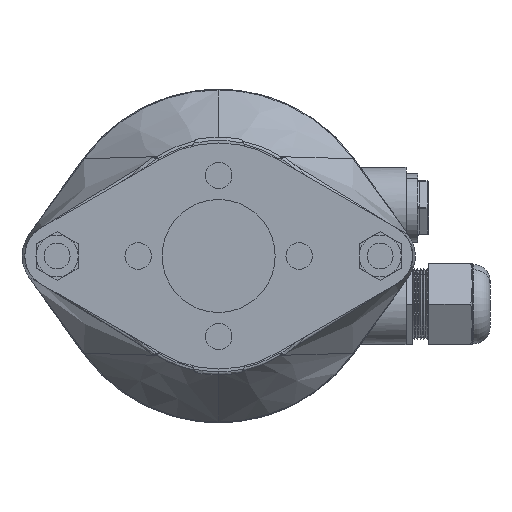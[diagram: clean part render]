
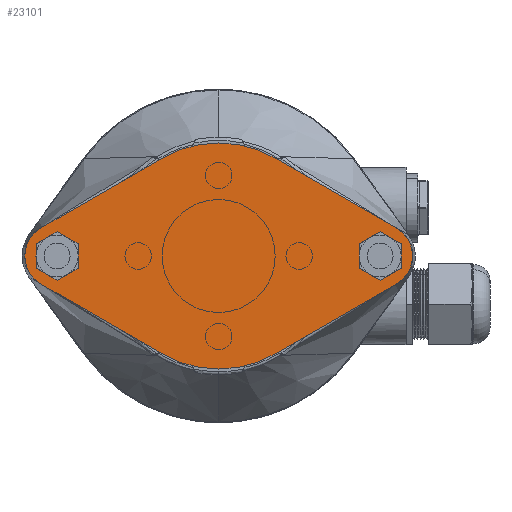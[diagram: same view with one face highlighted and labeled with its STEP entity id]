
A CAD part, front view. The second image highlights one B-rep face of the part: STEP entity #23101.
In plain terms, the highlighted planar face has unit normal (0, -1, 0).
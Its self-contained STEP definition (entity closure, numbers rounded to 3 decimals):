
#1061 = CARTESIAN_POINT ( 'NONE',  ( 50.146, -0.392, 0. ) ) ;
#1062 = DIRECTION ( 'NONE',  ( 0., 1., 0. ) ) ;
#1063 = DIRECTION ( 'NONE',  ( 0., 0., 1. ) ) ;
#1134 = CARTESIAN_POINT ( 'NONE',  ( -50.154, -0.392, 0. ) ) ;
#1135 = DIRECTION ( 'NONE',  ( 0., 1., 0. ) ) ;
#1136 = DIRECTION ( 'NONE',  ( 0., 0., 1. ) ) ;
#1290 = CARTESIAN_POINT ( 'NONE',  ( 50.146, -0.392, 0. ) ) ;
#1292 = DIRECTION ( 'NONE',  ( 0., 1., 0. ) ) ;
#1294 = DIRECTION ( 'NONE',  ( 0., 0., 1. ) ) ;
#1416 = CARTESIAN_POINT ( 'NONE',  ( -0.004, -0.392, 0. ) ) ;
#1418 = DIRECTION ( 'NONE',  ( 0., 1., 0. ) ) ;
#1420 = DIRECTION ( 'NONE',  ( 0., 0., 1. ) ) ;
#1438 = LINE ( 'NONE', #1440, #4455 ) ;
#1440 = CARTESIAN_POINT ( 'NONE',  ( -55.169, -0.392, 8.687 ) ) ;
#1459 = DIRECTION ( 'NONE',  ( 0.866, 0., 0.5 ) ) ;
#1476 = CARTESIAN_POINT ( 'NONE',  ( 17.548, -0.392, 30.402 ) ) ;
#1486 = LINE ( 'NONE', #1476, #4568 ) ;
#1495 = DIRECTION ( 'NONE',  ( 0.866, 0., -0.5 ) ) ;
#1625 = CARTESIAN_POINT ( 'NONE',  ( 55.161, -0.392, -8.686 ) ) ;
#1637 = LINE ( 'NONE', #1625, #4962 ) ;
#1646 = DIRECTION ( 'NONE',  ( -0.866, 0., -0.5 ) ) ;
#1654 = LINE ( 'NONE', #1657, #4941 ) ;
#1657 = CARTESIAN_POINT ( 'NONE',  ( -17.557, -0.392, -30.401 ) ) ;
#1659 = DIRECTION ( 'NONE',  ( -0.866, 0., 0.5 ) ) ;
#2049 = EDGE_LOOP ( 'NONE', ( #5674, #5673 ) ) ;
#2090 = EDGE_LOOP ( 'NONE', ( #5691, #5632, #5710, #5633, #5661, #5706, #5662, #5660, #5712 ) ) ;
#2104 = EDGE_LOOP ( 'NONE', ( #5663, #5675 ) ) ;
#3778 = FACE_BOUND ( 'NONE', #2104, .T. ) ;
#3782 = DIRECTION ( 'NONE',  ( 0., 1., 0. ) ) ;
#3785 = CARTESIAN_POINT ( 'NONE',  ( -50.154, -0.392, 0. ) ) ;
#3786 = FACE_OUTER_BOUND ( 'NONE', #2090, .T. ) ;
#3788 = FACE_BOUND ( 'NONE', #2049, .T. ) ;
#3789 = PLANE ( 'NONE',  #5037 ) ;
#3791 = DIRECTION ( 'NONE',  ( 0., 0., 1. ) ) ;
#4455 = VECTOR ( 'NONE', #1459, 1000. ) ;
#4517 = CIRCLE ( 'NONE', #4519, 35.105 ) ;
#4519 = AXIS2_PLACEMENT_3D ( 'NONE', #1416, #1418, #1420 ) ;
#4568 = VECTOR ( 'NONE', #1495, 1000. ) ;
#4941 = VECTOR ( 'NONE', #1659, 1000. ) ;
#4962 = VECTOR ( 'NONE', #1646, 1000. ) ;
#5037 = AXIS2_PLACEMENT_3D ( 'NONE', #3785, #3782, #3791 ) ;
#5632 = ORIENTED_EDGE ( 'NONE', *, *, #23000, .F. ) ;
#5633 = ORIENTED_EDGE ( 'NONE', *, *, #6791, .F. ) ;
#5660 = ORIENTED_EDGE ( 'NONE', *, *, #22968, .F. ) ;
#5661 = ORIENTED_EDGE ( 'NONE', *, *, #22998, .F. ) ;
#5662 = ORIENTED_EDGE ( 'NONE', *, *, #22978, .F. ) ;
#5663 = ORIENTED_EDGE ( 'NONE', *, *, #28322, .F. ) ;
#5673 = ORIENTED_EDGE ( 'NONE', *, *, #19888, .T. ) ;
#5674 = ORIENTED_EDGE ( 'NONE', *, *, #22951, .T. ) ;
#5675 = ORIENTED_EDGE ( 'NONE', *, *, #6770, .F. ) ;
#5691 = ORIENTED_EDGE ( 'NONE', *, *, #22928, .F. ) ;
#5706 = ORIENTED_EDGE ( 'NONE', *, *, #6776, .F. ) ;
#5710 = ORIENTED_EDGE ( 'NONE', *, *, #28534, .F. ) ;
#5712 = ORIENTED_EDGE ( 'NONE', *, *, #22973, .F. ) ;
#5836 = AXIS2_PLACEMENT_3D ( 'NONE', #26427, #26428, #26429 ) ;
#5870 = AXIS2_PLACEMENT_3D ( 'NONE', #26446, #26447, #26448 ) ;
#5880 = CIRCLE ( 'NONE', #5995, 35.105 ) ;
#5936 = CIRCLE ( 'NONE', #5870, 10.03 ) ;
#5963 = CIRCLE ( 'NONE', #5836, 6.57 ) ;
#5995 = AXIS2_PLACEMENT_3D ( 'NONE', #26494, #26495, #26496 ) ;
#6027 = CIRCLE ( 'NONE', #6372, 6.57 ) ;
#6037 = CIRCLE ( 'NONE', #6512, 10.03 ) ;
#6136 = AXIS2_PLACEMENT_3D ( 'NONE', #1061, #1062, #1063 ) ;
#6340 = CIRCLE ( 'NONE', #6136, 6.57 ) ;
#6372 = AXIS2_PLACEMENT_3D ( 'NONE', #1290, #1292, #1294 ) ;
#6512 = AXIS2_PLACEMENT_3D ( 'NONE', #1134, #1135, #1136 ) ;
#6770 = EDGE_CURVE ( 'NONE', #8067, #8208, #5963, .T. ) ;
#6776 = EDGE_CURVE ( 'NONE', #15671, #15616, #5936, .T. ) ;
#6791 = EDGE_CURVE ( 'NONE', #25207, #7917, #5880, .T. ) ;
#7914 = VERTEX_POINT ( 'NONE', #26555 ) ;
#7917 = VERTEX_POINT ( 'NONE', #26556 ) ;
#8067 = VERTEX_POINT ( 'NONE', #26606 ) ;
#8159 = VERTEX_POINT ( 'NONE', #26637 ) ;
#8208 = VERTEX_POINT ( 'NONE', #26654 ) ;
#8274 = VERTEX_POINT ( 'NONE', #26676 ) ;
#12696 = CARTESIAN_POINT ( 'NONE',  ( -0.004, -0.392, 0. ) ) ;
#12697 = DIRECTION ( 'NONE',  ( 0., 1., 0. ) ) ;
#12698 = DIRECTION ( 'NONE',  ( 0., 0., 1. ) ) ;
#14195 = CARTESIAN_POINT ( 'NONE',  ( -50.154, -0.392, 0. ) ) ;
#14196 = DIRECTION ( 'NONE',  ( 0., -1., 0. ) ) ;
#14197 = DIRECTION ( 'NONE',  ( 0., 0., 1. ) ) ;
#15508 = VERTEX_POINT ( 'NONE', #25647 ) ;
#15529 = VERTEX_POINT ( 'NONE', #25668 ) ;
#15616 = VERTEX_POINT ( 'NONE', #25755 ) ;
#15671 = VERTEX_POINT ( 'NONE', #25810 ) ;
#15779 = VERTEX_POINT ( 'NONE', #25922 ) ;
#19888 = EDGE_CURVE ( 'NONE', #8159, #8274, #6340, .T. ) ;
#20824 = CIRCLE ( 'NONE', #20827, 6.57 ) ;
#20827 = AXIS2_PLACEMENT_3D ( 'NONE', #14195, #14196, #14197 ) ;
#21128 = CIRCLE ( 'NONE', #21130, 35.105 ) ;
#21130 = AXIS2_PLACEMENT_3D ( 'NONE', #12696, #12697, #12698 ) ;
#22928 = EDGE_CURVE ( 'NONE', #15529, #15779, #6037, .T. ) ;
#22951 = EDGE_CURVE ( 'NONE', #8274, #8159, #6027, .T. ) ;
#22968 = EDGE_CURVE ( 'NONE', #25238, #15508, #4517, .T. ) ;
#22973 = EDGE_CURVE ( 'NONE', #15779, #25238, #1438, .T. ) ;
#22978 = EDGE_CURVE ( 'NONE', #15508, #15671, #1486, .T. ) ;
#22998 = EDGE_CURVE ( 'NONE', #15616, #25207, #1637, .T. ) ;
#23000 = EDGE_CURVE ( 'NONE', #7914, #15529, #1654, .T. ) ;
#23101 = ADVANCED_FACE ( 'NONE', ( #3786, #3778, #3788 ), #3789, .F. ) ;
#24501 = CARTESIAN_POINT ( 'NONE',  ( 17.548, -0.392, -30.401 ) ) ;
#24532 = CARTESIAN_POINT ( 'NONE',  ( -17.557, -0.392, 30.402 ) ) ;
#25207 = VERTEX_POINT ( 'NONE', #24501 ) ;
#25238 = VERTEX_POINT ( 'NONE', #24532 ) ;
#25647 = CARTESIAN_POINT ( 'NONE',  ( 17.548, -0.392, 30.402 ) ) ;
#25668 = CARTESIAN_POINT ( 'NONE',  ( -55.169, -0.392, -8.686 ) ) ;
#25755 = CARTESIAN_POINT ( 'NONE',  ( 55.161, -0.392, -8.686 ) ) ;
#25810 = CARTESIAN_POINT ( 'NONE',  ( 55.161, -0.392, 8.687 ) ) ;
#25922 = CARTESIAN_POINT ( 'NONE',  ( -55.169, -0.392, 8.687 ) ) ;
#26427 = CARTESIAN_POINT ( 'NONE',  ( -50.154, -0.392, 0. ) ) ;
#26428 = DIRECTION ( 'NONE',  ( 0., -1., 0. ) ) ;
#26429 = DIRECTION ( 'NONE',  ( 0., 0., 1. ) ) ;
#26446 = CARTESIAN_POINT ( 'NONE',  ( 50.146, -0.392, 0. ) ) ;
#26447 = DIRECTION ( 'NONE',  ( 0., 1., 0. ) ) ;
#26448 = DIRECTION ( 'NONE',  ( 0., 0., 1. ) ) ;
#26494 = CARTESIAN_POINT ( 'NONE',  ( -0.004, -0.392, 0. ) ) ;
#26495 = DIRECTION ( 'NONE',  ( 0., 1., 0. ) ) ;
#26496 = DIRECTION ( 'NONE',  ( 0., 0., 1. ) ) ;
#26555 = CARTESIAN_POINT ( 'NONE',  ( -17.557, -0.392, -30.401 ) ) ;
#26556 = CARTESIAN_POINT ( 'NONE',  ( -0.004, -0.392, -35.105 ) ) ;
#26606 = CARTESIAN_POINT ( 'NONE',  ( -50.154, -0.392, 6.57 ) ) ;
#26637 = CARTESIAN_POINT ( 'NONE',  ( 50.146, -0.392, 6.57 ) ) ;
#26654 = CARTESIAN_POINT ( 'NONE',  ( -50.154, -0.392, -6.569 ) ) ;
#26676 = CARTESIAN_POINT ( 'NONE',  ( 50.146, -0.392, -6.569 ) ) ;
#28322 = EDGE_CURVE ( 'NONE', #8208, #8067, #20824, .T. ) ;
#28534 = EDGE_CURVE ( 'NONE', #7917, #7914, #21128, .T. ) ;
